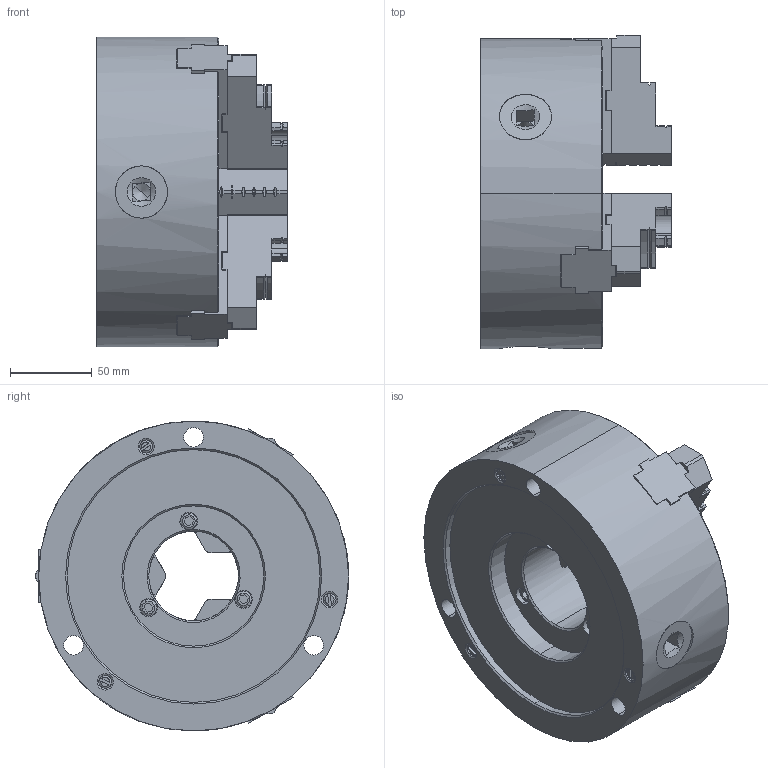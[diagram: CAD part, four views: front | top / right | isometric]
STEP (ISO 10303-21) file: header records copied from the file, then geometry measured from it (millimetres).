
FILE_DESCRIPTION (( 'STEP AP214' ), '1' );
FILE_NAME ('JN07TN.STEP', '2015-07-01T02:31:09', ( '' ), ( '' ), 'SwSTEP 2.0', 'SolidWorks 2014', '' );
FILE_SCHEMA (( 'AUTOMOTIVE_DESIGN' ));
Length unit declared in the file: millimetre
Products named in the file (1): JN07TN
Bounding box: 117 x 192 x 190 mm (x, y, z)
Volume: 1952891.5 mm3; surface area: 193955.1 mm2
Topology: 1 solids, 16 shells, 835 faces, 2273 edges, 1452 vertices
Faces by surface type: plane 378, cylinder 251, cone 168, torus 34, sphere 4
Entity records: 27541 total; most frequent: CARTESIAN_POINT 6367, ORIENTED_EDGE 4476, DIRECTION 4389, EDGE_CURVE 2238, AXIS2_PLACEMENT_3D 1589, VERTEX_POINT 1449, VECTOR 1211, LINE 1211
